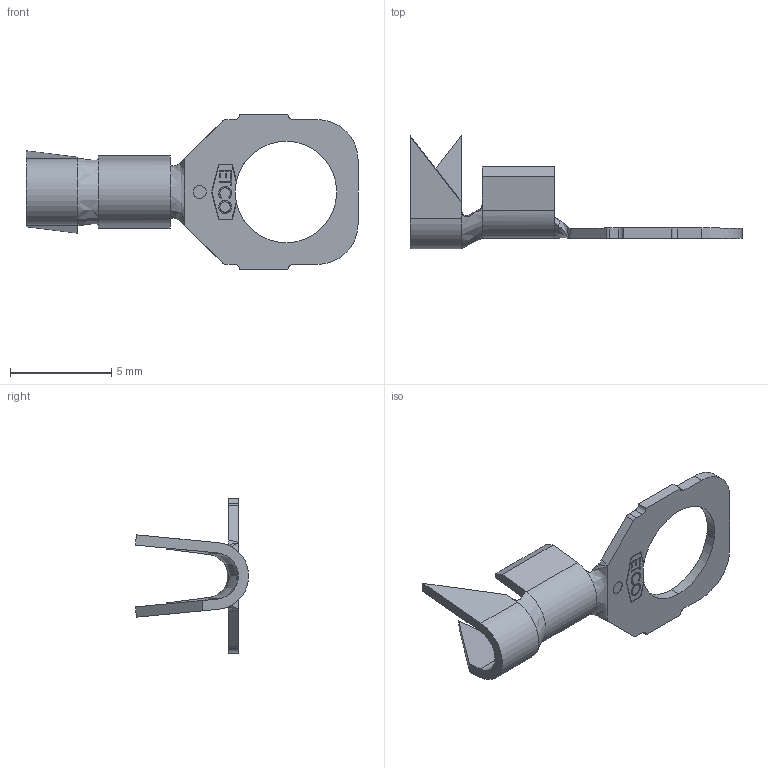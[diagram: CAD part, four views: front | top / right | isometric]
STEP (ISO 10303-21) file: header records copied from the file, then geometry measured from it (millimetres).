
FILE_DESCRIPTION (( 'STEP AP203' ), '1' );
FILE_NAME ('00609.STEP', '2015-02-05T20:22:41', ( '' ), ( '' ), 'SwSTEP 2.0', 'SolidWorks 2014', '' );
FILE_SCHEMA (( 'CONFIG_CONTROL_DESIGN' ));
Length unit declared in the file: inch
Products named in the file (1): 00609
Bounding box: 16.38 x 5.58 x 7.65 mm (x, y, z)
Volume: 47 mm3; surface area: 235.4 mm2
Topology: 1 solids, 1 shells, 159 faces, 429 edges, 278 vertices
Faces by surface type: plane 98, bspline 33, cylinder 20, cone 8
Entity records: 6546 total; most frequent: CARTESIAN_POINT 2714, ORIENTED_EDGE 858, DIRECTION 647, EDGE_CURVE 429, VECTOR 289, LINE 289, VERTEX_POINT 278, AXIS2_PLACEMENT_3D 179
